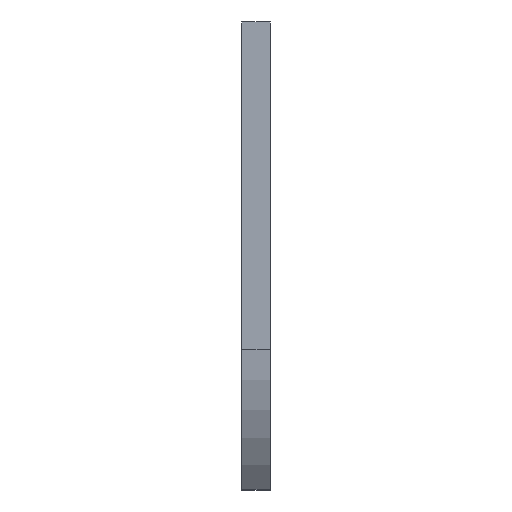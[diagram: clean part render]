
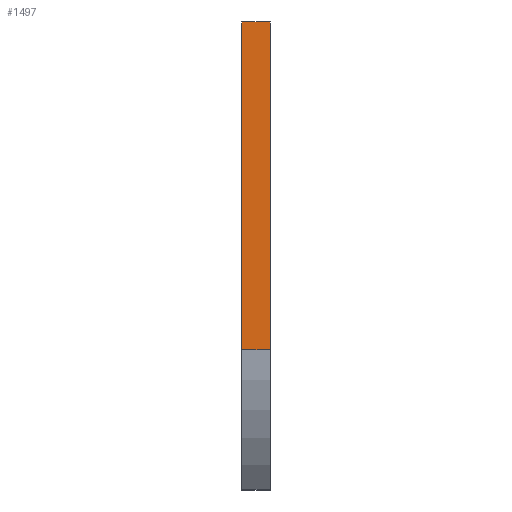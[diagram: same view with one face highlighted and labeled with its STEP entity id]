
A CAD part, top view. The second image highlights one B-rep face of the part: STEP entity #1497.
In plain terms, the highlighted planar face has unit normal (0, 0, 1).
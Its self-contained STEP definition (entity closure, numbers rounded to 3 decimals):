
#160 = CARTESIAN_POINT ( 'NONE',  ( 111.586, 0., 30. ) ) ;
#423 = CARTESIAN_POINT ( 'NONE',  ( 0., 0., 30. ) ) ;
#493 = LINE ( 'NONE', #160, #2228 ) ;
#565 = EDGE_CURVE ( 'NONE', #1257, #1157, #1943, .T. ) ;
#607 = CARTESIAN_POINT ( 'NONE',  ( 4., 46., 30. ) ) ;
#767 = DIRECTION ( 'NONE',  ( 0., 1., 0. ) ) ;
#787 = EDGE_CURVE ( 'NONE', #1086, #2875, #493, .T. ) ;
#854 = DIRECTION ( 'NONE',  ( -1., 0., 0. ) ) ;
#863 = DIRECTION ( 'NONE',  ( 0., -1., 0. ) ) ;
#881 = EDGE_LOOP ( 'NONE', ( #2170, #1589, #1940, #2090 ) ) ;
#925 = LINE ( 'NONE', #2779, #2200 ) ;
#997 = EDGE_CURVE ( 'NONE', #1257, #1086, #2930, .T. ) ;
#1085 = EDGE_CURVE ( 'NONE', #2875, #1157, #925, .T. ) ;
#1086 = VERTEX_POINT ( 'NONE', #2169 ) ;
#1157 = VERTEX_POINT ( 'NONE', #2512 ) ;
#1204 = AXIS2_PLACEMENT_3D ( 'NONE', #1564, #2408, #2209 ) ;
#1257 = VERTEX_POINT ( 'NONE', #2898 ) ;
#1295 = PLANE ( 'NONE',  #1204 ) ;
#1406 = CARTESIAN_POINT ( 'NONE',  ( 111.586, 46., 30. ) ) ;
#1484 = FACE_OUTER_BOUND ( 'NONE', #881, .T. ) ;
#1497 = ADVANCED_FACE ( 'NONE', ( #1484 ), #1295, .F. ) ;
#1564 = CARTESIAN_POINT ( 'NONE',  ( 111.586, 46., 30. ) ) ;
#1589 = ORIENTED_EDGE ( 'NONE', *, *, #1085, .F. ) ;
#1884 = VECTOR ( 'NONE', #863, 1000. ) ;
#1940 = ORIENTED_EDGE ( 'NONE', *, *, #787, .F. ) ;
#1943 = LINE ( 'NONE', #1406, #2454 ) ;
#2090 = ORIENTED_EDGE ( 'NONE', *, *, #997, .F. ) ;
#2169 = CARTESIAN_POINT ( 'NONE',  ( 4., 0., 30. ) ) ;
#2170 = ORIENTED_EDGE ( 'NONE', *, *, #565, .T. ) ;
#2200 = VECTOR ( 'NONE', #767, 1000. ) ;
#2209 = DIRECTION ( 'NONE',  ( 0., -1., 0. ) ) ;
#2228 = VECTOR ( 'NONE', #854, 1000. ) ;
#2307 = DIRECTION ( 'NONE',  ( -1., 0., 0. ) ) ;
#2408 = DIRECTION ( 'NONE',  ( 0., 0., -1. ) ) ;
#2454 = VECTOR ( 'NONE', #2307, 1000. ) ;
#2512 = CARTESIAN_POINT ( 'NONE',  ( 0., 46., 30. ) ) ;
#2779 = CARTESIAN_POINT ( 'NONE',  ( 0., 46., 30. ) ) ;
#2875 = VERTEX_POINT ( 'NONE', #423 ) ;
#2898 = CARTESIAN_POINT ( 'NONE',  ( 4., 46., 30. ) ) ;
#2930 = LINE ( 'NONE', #607, #1884 ) ;
